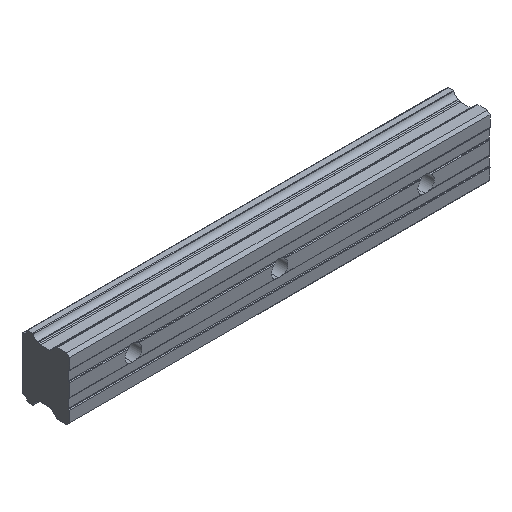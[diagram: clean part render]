
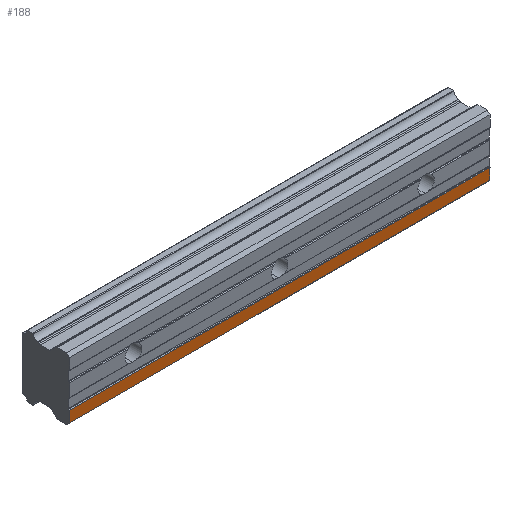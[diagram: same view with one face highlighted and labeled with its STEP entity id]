
A CAD part, isometric view. The second image highlights one B-rep face of the part: STEP entity #188.
In plain terms, the highlighted planar face has unit normal (0, -1, 0).
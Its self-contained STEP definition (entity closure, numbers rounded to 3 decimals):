
#167 = LINE ( 'NONE', #1656, #1474 ) ;
#188 = ADVANCED_FACE ( 'NONE', ( #591 ), #1453, .F. ) ;
#339 = DIRECTION ( 'NONE',  ( 0., 0., -1. ) ) ;
#425 = CARTESIAN_POINT ( 'NONE',  ( 195., 0., -9.5 ) ) ;
#451 = CARTESIAN_POINT ( 'NONE',  ( -35., 0., -15.5 ) ) ;
#515 = ORIENTED_EDGE ( 'NONE', *, *, #1206, .F. ) ;
#563 = VERTEX_POINT ( 'NONE', #2283 ) ;
#567 = EDGE_CURVE ( 'NONE', #563, #2054, #1885, .T. ) ;
#591 = FACE_OUTER_BOUND ( 'NONE', #661, .T. ) ;
#661 = EDGE_LOOP ( 'NONE', ( #2035, #1243, #515, #1395 ) ) ;
#886 = VECTOR ( 'NONE', #2739, 1000. ) ;
#907 = CARTESIAN_POINT ( 'NONE',  ( 195., 0., -15.5 ) ) ;
#1000 = VERTEX_POINT ( 'NONE', #907 ) ;
#1006 = DIRECTION ( 'NONE',  ( 1., 0., 0. ) ) ;
#1084 = CARTESIAN_POINT ( 'NONE',  ( 195., 0., -9.5 ) ) ;
#1206 = EDGE_CURVE ( 'NONE', #563, #1720, #167, .T. ) ;
#1243 = ORIENTED_EDGE ( 'NONE', *, *, #2496, .F. ) ;
#1395 = ORIENTED_EDGE ( 'NONE', *, *, #567, .T. ) ;
#1410 = CARTESIAN_POINT ( 'NONE',  ( 195., 0., -15.5 ) ) ;
#1453 = PLANE ( 'NONE',  #2592 ) ;
#1474 = VECTOR ( 'NONE', #1006, 1000. ) ;
#1477 = DIRECTION ( 'NONE',  ( 0., 1., 0. ) ) ;
#1551 = CARTESIAN_POINT ( 'NONE',  ( 195., 0., 16.739 ) ) ;
#1605 = LINE ( 'NONE', #1551, #2196 ) ;
#1620 = DIRECTION ( 'NONE',  ( 1., 0., 0. ) ) ;
#1656 = CARTESIAN_POINT ( 'NONE',  ( 195., 0., -9.5 ) ) ;
#1720 = VERTEX_POINT ( 'NONE', #425 ) ;
#1781 = VECTOR ( 'NONE', #1620, 1000. ) ;
#1885 = LINE ( 'NONE', #2709, #886 ) ;
#1949 = DIRECTION ( 'NONE',  ( 0., 0., 1. ) ) ;
#2035 = ORIENTED_EDGE ( 'NONE', *, *, #2497, .T. ) ;
#2054 = VERTEX_POINT ( 'NONE', #451 ) ;
#2196 = VECTOR ( 'NONE', #339, 1000. ) ;
#2283 = CARTESIAN_POINT ( 'NONE',  ( -35., 0., -9.5 ) ) ;
#2483 = LINE ( 'NONE', #1410, #1781 ) ;
#2496 = EDGE_CURVE ( 'NONE', #1720, #1000, #1605, .T. ) ;
#2497 = EDGE_CURVE ( 'NONE', #2054, #1000, #2483, .T. ) ;
#2592 = AXIS2_PLACEMENT_3D ( 'NONE', #1084, #1477, #1949 ) ;
#2709 = CARTESIAN_POINT ( 'NONE',  ( -35., 0., 16.739 ) ) ;
#2739 = DIRECTION ( 'NONE',  ( 0., 0., -1. ) ) ;
